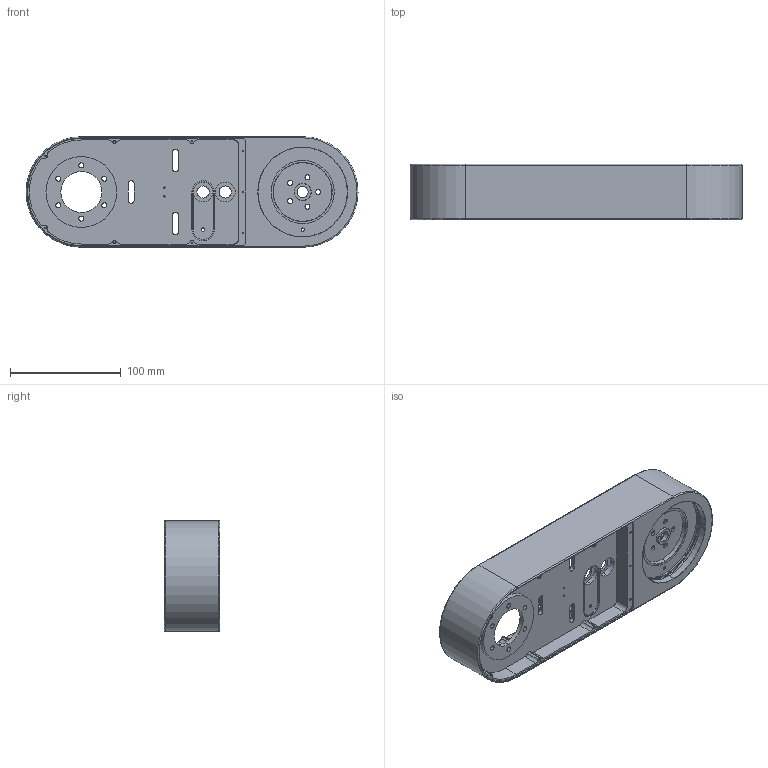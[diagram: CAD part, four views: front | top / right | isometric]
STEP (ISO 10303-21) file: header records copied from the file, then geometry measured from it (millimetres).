
FILE_DESCRIPTION (( 'STEP AP214' ), '1' );
FILE_NAME ('迒挴.711174.001 扻豵鵨.STEP', '2019-03-01T11:31:14', ( '' ), ( '' ), 'SwSTEP 2.0', 'SolidWorks 2018', '' );
FILE_SCHEMA (( 'AUTOMOTIVE_DESIGN' ));
Length unit declared in the file: millimetre
Products named in the file (1): 迒挴.711174.001 扻豵鵨
Bounding box: 300 x 50 x 100 mm (x, y, z)
Volume: 268307.7 mm3; surface area: 127304.8 mm2
Topology: 1 solids, 1 shells, 350 faces, 892 edges, 544 vertices
Faces by surface type: cylinder 199, plane 69, cone 66, torus 16
Entity records: 11016 total; most frequent: DIRECTION 2008, CARTESIAN_POINT 1761, ORIENTED_EDGE 1708, EDGE_CURVE 854, AXIS2_PLACEMENT_3D 807, VERTEX_POINT 544, CIRCLE 456, EDGE_LOOP 432
